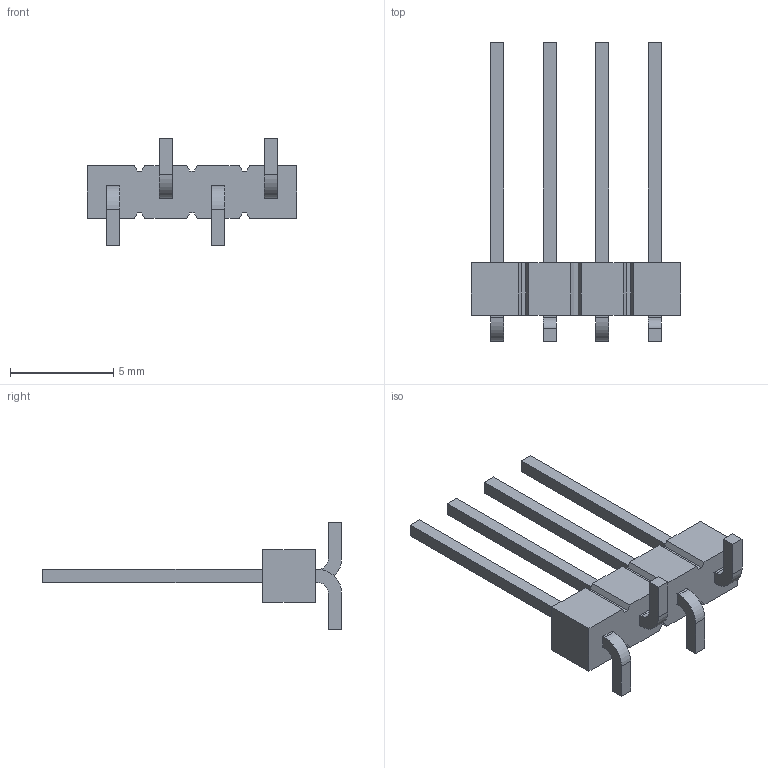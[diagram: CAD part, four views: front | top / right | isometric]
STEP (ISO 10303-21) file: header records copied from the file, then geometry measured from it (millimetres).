
FILE_DESCRIPTION( ( 'STEP AP214' ), ' ' );
FILE_NAME( 'TSM-104-03-T-SV.stp', '2017-07-29T01:51:30', ( '' ), ( '' ), ' ', 'PARTsolutions', ' ' );
FILE_SCHEMA( ( 'AUTOMOTIVE_DESIGN { 1 0 10303 214 1 1 1 1 }' ) );
Length unit declared in the file: inch
Products named in the file (3): TSM-104-03-T-SV; _TSM-104-03-SV_body; _T-1S6-15(-03-4-SV)
Assembly tree (2 placements, depth 2):
  TSM-104-03-T-SV
    _TSM-104-03-SV_body
    _T-1S6-15(-03-4-SV)
Bounding box: 10.16 x 14.48 x 5.21 mm (x, y, z)
Volume: 87.1 mm3; surface area: 322 mm2
Topology: 2 solids, 2 shells, 104 faces, 288 edges, 192 vertices
Faces by surface type: plane 96, cylinder 8
Entity records: 4170 total; most frequent: CARTESIAN_POINT 587, ORIENTED_EDGE 576, DIRECTION 518, EDGE_CURVE 288, LINE 272, VECTOR 272, VERTEX_POINT 192, AXIS2_PLACEMENT_3D 123
